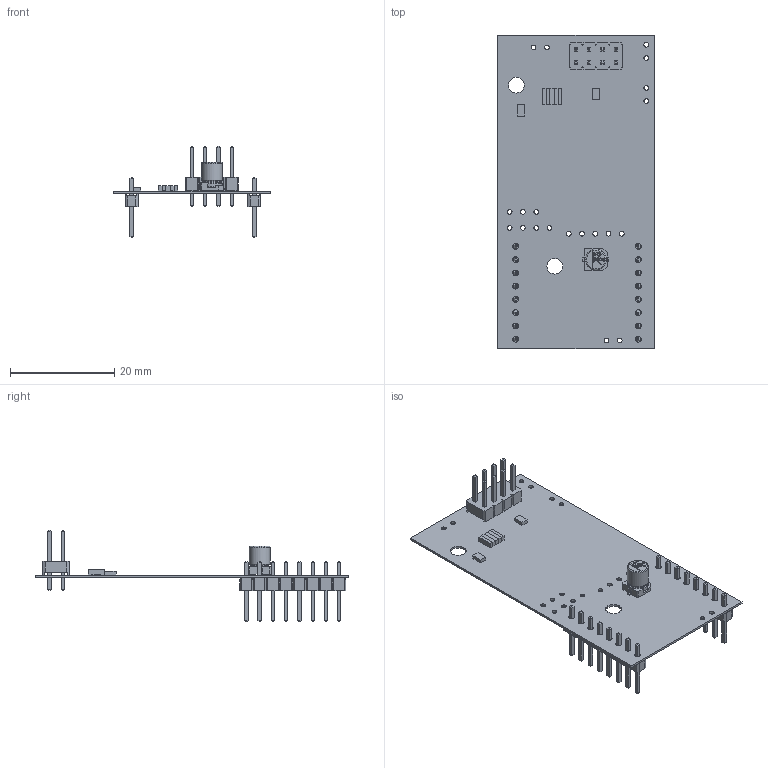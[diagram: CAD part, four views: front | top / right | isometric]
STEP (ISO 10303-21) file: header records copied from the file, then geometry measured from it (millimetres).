
FILE_DESCRIPTION(('Open CASCADE Model'),'2;1');
FILE_NAME('Open CASCADE Shape Model','2018-12-05T11:24:26',('Author'),( 'Open CASCADE'),'Open CASCADE STEP processor 6.8','Open CASCADE 6.8' ,'Unknown');
FILE_SCHEMA(('AUTOMOTIVE_DESIGN { 1 0 10303 214 1 1 1 1 }'));
Length unit declared in the file: millimetre
Products named in the file (1): PCB
Bounding box: 29.97 x 59.94 x 17.56 mm (x, y, z)
Volume: 723.1 mm3; surface area: 5361 mm2
Topology: 3 solids, 936 shells, 997 faces, 5061 edges, 5172 vertices
Faces by surface type: plane 882, cylinder 92, extrusion 16, torus 7
Full cylindrical faces by diameter (mm): 0.5 x1, 0.58 x1, 0.9 x26, 0.98 x1, 1.1 x24, 2.42 x1, 2.5 x1, 2.8 x1, 3 x2, 3.56 x1, 3.9 x1, 4 x1
Entity records: 59386 total; most frequent: CARTESIAN_POINT 12933, DIRECTION 7074, ORIENTED_EDGE 5066, EDGE_CURVE 4869, VERTEX_POINT 4788, VECTOR 4446, LINE 4430, AXIS2_PLACEMENT_3D 1314
